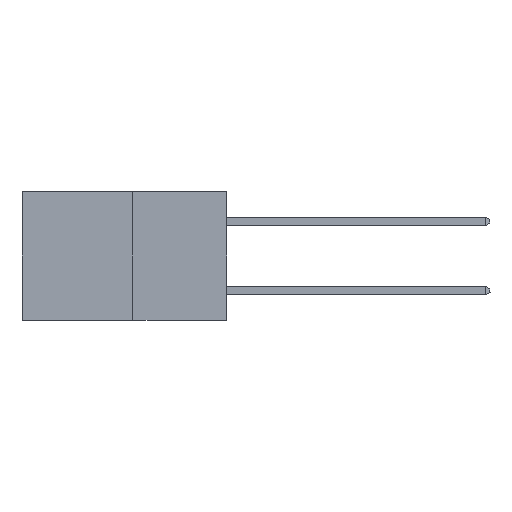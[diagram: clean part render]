
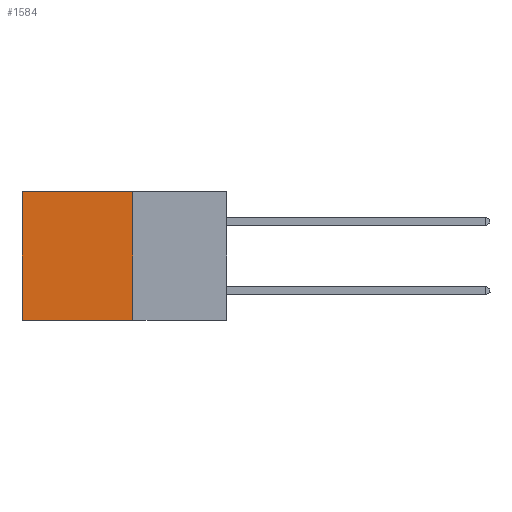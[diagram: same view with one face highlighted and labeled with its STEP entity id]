
A CAD part, left-side view. The second image highlights one B-rep face of the part: STEP entity #1584.
In plain terms, the highlighted planar face has unit normal (-1, 0, 0).
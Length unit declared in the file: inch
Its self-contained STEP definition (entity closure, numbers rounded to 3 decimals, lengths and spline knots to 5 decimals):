
#92 = LINE ( 'NONE', #7188, #354 ) ;
#354 = VECTOR ( 'NONE', #3037, 39.37008 ) ;
#429 = EDGE_LOOP ( 'NONE', ( #6871, #2659, #9130, #569 ) ) ;
#569 = ORIENTED_EDGE ( 'NONE', *, *, #2897, .T. ) ;
#769 = VERTEX_POINT ( 'NONE', #5945 ) ;
#793 = VECTOR ( 'NONE', #6334, 39.37008 ) ;
#1584 = ADVANCED_FACE ( 'NONE', ( #1645 ), #8384, .F. ) ;
#1645 = FACE_OUTER_BOUND ( 'NONE', #429, .T. ) ;
#2094 = DIRECTION ( 'NONE',  ( 0., 0., -1. ) ) ;
#2659 = ORIENTED_EDGE ( 'NONE', *, *, #3862, .F. ) ;
#2753 = EDGE_CURVE ( 'NONE', #769, #4774, #4260, .T. ) ;
#2897 = EDGE_CURVE ( 'NONE', #7391, #769, #7558, .T. ) ;
#3037 = DIRECTION ( 'NONE',  ( 0., 1., 0. ) ) ;
#3044 = CARTESIAN_POINT ( 'NONE',  ( 0.277, 0.27, -0.37 ) ) ;
#3519 = DIRECTION ( 'NONE',  ( 0., 0., -1. ) ) ;
#3566 = LINE ( 'NONE', #5249, #7817 ) ;
#3862 = EDGE_CURVE ( 'NONE', #6056, #4774, #92, .T. ) ;
#4260 = LINE ( 'NONE', #4780, #6138 ) ;
#4416 = EDGE_CURVE ( 'NONE', #7391, #6056, #3566, .T. ) ;
#4537 = DIRECTION ( 'NONE',  ( 0., 0., -1. ) ) ;
#4774 = VERTEX_POINT ( 'NONE', #8805 ) ;
#4780 = CARTESIAN_POINT ( 'NONE',  ( 0.277, 0.59, -0.37 ) ) ;
#5249 = CARTESIAN_POINT ( 'NONE',  ( 0.277, 0.27, -0.37 ) ) ;
#5468 = DIRECTION ( 'NONE',  ( 1., 0., 0. ) ) ;
#5602 = CARTESIAN_POINT ( 'NONE',  ( 0.277, 0.27, 0. ) ) ;
#5923 = CARTESIAN_POINT ( 'NONE',  ( 0.277, 0.27, -0.37 ) ) ;
#5945 = CARTESIAN_POINT ( 'NONE',  ( 0.277, 0.59, 0. ) ) ;
#6026 = AXIS2_PLACEMENT_3D ( 'NONE', #3044, #5468, #2094 ) ;
#6056 = VERTEX_POINT ( 'NONE', #5923 ) ;
#6138 = VECTOR ( 'NONE', #4537, 39.37008 ) ;
#6334 = DIRECTION ( 'NONE',  ( 0., 1., 0. ) ) ;
#6496 = CARTESIAN_POINT ( 'NONE',  ( 0.277, 0.27, 0. ) ) ;
#6871 = ORIENTED_EDGE ( 'NONE', *, *, #2753, .T. ) ;
#7188 = CARTESIAN_POINT ( 'NONE',  ( 0.277, 0.27, -0.37 ) ) ;
#7391 = VERTEX_POINT ( 'NONE', #6496 ) ;
#7558 = LINE ( 'NONE', #5602, #793 ) ;
#7817 = VECTOR ( 'NONE', #3519, 39.37008 ) ;
#8384 = PLANE ( 'NONE',  #6026 ) ;
#8805 = CARTESIAN_POINT ( 'NONE',  ( 0.277, 0.59, -0.37 ) ) ;
#9130 = ORIENTED_EDGE ( 'NONE', *, *, #4416, .F. ) ;
